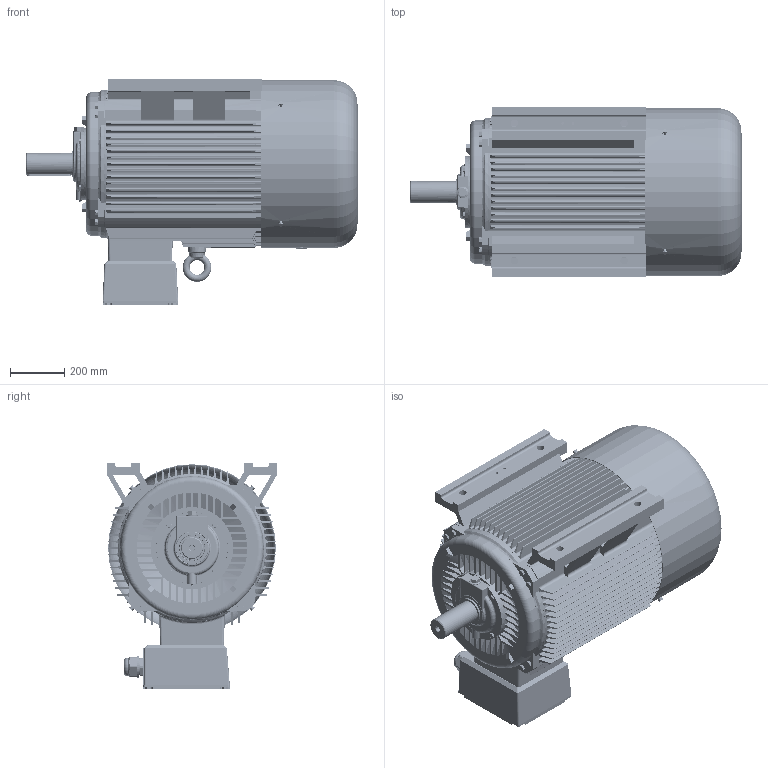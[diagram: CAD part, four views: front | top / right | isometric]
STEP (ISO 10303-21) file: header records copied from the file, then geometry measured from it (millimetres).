
FILE_DESCRIPTION(/* description */ (''),/* implementation_level */ '2;1');
FILE_NAME(/* name */ 'JM3-315S-4.6.8-B3.stp',/* time_stamp */ '2016-07-12T16:15:57+08:00',/* author */ (''),/* organization */ (''),/* preprocessor_version */ 'ST-DEVELOPER v15',/* originating_system */ 'SIEMENS PLM Software NX 8.5',/* authorisation */ '');
FILE_SCHEMA (('AUTOMOTIVE_DESIGN { 1 0 10303 214 3 1 1 1 }'));
Products named in the file (1): pc0AE8513D6c9u
Bounding box: 1228 x 628 x 837 mm (x, y, z)
Volume: 61114337.7 mm3; surface area: 10676655.9 mm2
Topology: 68 solids, 68 shells, 11427 faces, 32621 edges, 21470 vertices
Faces by surface type: plane 5187, cylinder 5172, cone 771, torus 237, bspline 48, sphere 12
Full cylindrical faces by diameter (mm): 2 x2, 10 x8, 10.5 x4, 11.5 x1, 20 x5, 28 x2, 43.312 x2, 51.188 x4, 61.031 x12, 63 x4, 64.969 x12, 67.922 x2, 80 x1, 83.672 x2, 90 x1, 94 x1, 95 x4, 108 x1, 110 x2, 120 x3, 237 x1, 265 x1, 616 x1, 620 x1
Entity records: 392715 total; most frequent: CARTESIAN_POINT 85785, ORIENTED_EDGE 64722, DIRECTION 63331, EDGE_CURVE 32361, AXIS2_PLACEMENT_3D 22204, VERTEX_POINT 21373, LINE 18923, VECTOR 18923
